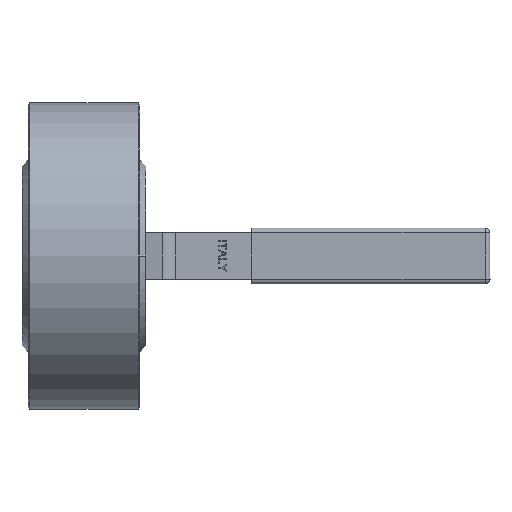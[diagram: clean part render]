
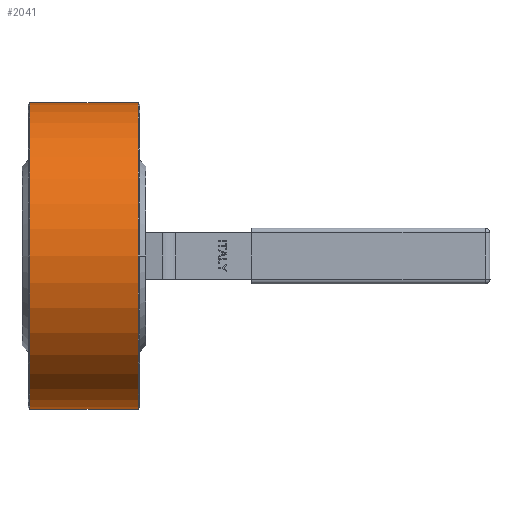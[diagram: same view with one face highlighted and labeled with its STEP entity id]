
A CAD part, front view. The second image highlights one B-rep face of the part: STEP entity #2041.
In plain terms, the highlighted cylindrical face has radius 49.5 mm (diameter 99 mm), a partial arc.
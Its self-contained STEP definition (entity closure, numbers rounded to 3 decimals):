
#86 = AXIS2_PLACEMENT_3D ( 'NONE', #10875, #11053, #10587 ) ;
#605 = DIRECTION ( 'NONE',  ( 0., 0., 1. ) ) ;
#606 = DIRECTION ( 'NONE',  ( 1., 0., 0. ) ) ;
#617 = CARTESIAN_POINT ( 'NONE',  ( -17.5, 0., 0. ) ) ;
#1287 = VERTEX_POINT ( 'NONE', #7810 ) ;
#1417 = VERTEX_POINT ( 'NONE', #7642 ) ;
#1427 = VERTEX_POINT ( 'NONE', #7632 ) ;
#1631 = VERTEX_POINT ( 'NONE', #7413 ) ;
#2041 = ADVANCED_FACE ( 'NONE', ( #4253 ), #4224, .T. ) ;
#2172 = ORIENTED_EDGE ( 'NONE', *, *, #3541, .F. ) ;
#2277 = ORIENTED_EDGE ( 'NONE', *, *, #3535, .T. ) ;
#2369 = ORIENTED_EDGE ( 'NONE', *, *, #3542, .T. ) ;
#2437 = ORIENTED_EDGE ( 'NONE', *, *, #6991, .T. ) ;
#3231 = DIRECTION ( 'NONE',  ( 0., 0., 1. ) ) ;
#3232 = DIRECTION ( 'NONE',  ( -1., 0., 0. ) ) ;
#3236 = DIRECTION ( 'NONE',  ( -1., 0., 0. ) ) ;
#3237 = CARTESIAN_POINT ( 'NONE',  ( 17.5, 0., -49.5 ) ) ;
#3241 = CARTESIAN_POINT ( 'NONE',  ( 17.5, 0., 0. ) ) ;
#3260 = DIRECTION ( 'NONE',  ( -1., 0., 0. ) ) ;
#3358 = CARTESIAN_POINT ( 'NONE',  ( 17.5, 0., 49.5 ) ) ;
#3535 = EDGE_CURVE ( 'NONE', #1417, #1631, #4461, .T. ) ;
#3541 = EDGE_CURVE ( 'NONE', #1287, #1427, #4254, .T. ) ;
#3542 = EDGE_CURVE ( 'NONE', #1287, #1417, #4699, .T. ) ;
#4224 = CYLINDRICAL_SURFACE ( 'NONE', #86, 49.5 ) ;
#4253 = FACE_OUTER_BOUND ( 'NONE', #5479, .T. ) ;
#4254 = LINE ( 'NONE', #3237, #4315 ) ;
#4315 = VECTOR ( 'NONE', #3236, 1000. ) ;
#4461 = LINE ( 'NONE', #3358, #4535 ) ;
#4535 = VECTOR ( 'NONE', #3260, 1000. ) ;
#4699 = CIRCLE ( 'NONE', #8530, 49.5 ) ;
#5479 = EDGE_LOOP ( 'NONE', ( #2172, #2369, #2277, #2437 ) ) ;
#6991 = EDGE_CURVE ( 'NONE', #1631, #1427, #9898, .T. ) ;
#7413 = CARTESIAN_POINT ( 'NONE',  ( -17.5, 0., 49.5 ) ) ;
#7632 = CARTESIAN_POINT ( 'NONE',  ( -17.5, 0., -49.5 ) ) ;
#7642 = CARTESIAN_POINT ( 'NONE',  ( 17.5, 0., 49.5 ) ) ;
#7810 = CARTESIAN_POINT ( 'NONE',  ( 17.5, 0., -49.5 ) ) ;
#8530 = AXIS2_PLACEMENT_3D ( 'NONE', #3241, #3232, #3231 ) ;
#8543 = AXIS2_PLACEMENT_3D ( 'NONE', #617, #606, #605 ) ;
#9898 = CIRCLE ( 'NONE', #8543, 49.5 ) ;
#10587 = DIRECTION ( 'NONE',  ( 0., 0., 1. ) ) ;
#10875 = CARTESIAN_POINT ( 'NONE',  ( 17.5, 0., 0. ) ) ;
#11053 = DIRECTION ( 'NONE',  ( -1., 0., 0. ) ) ;
